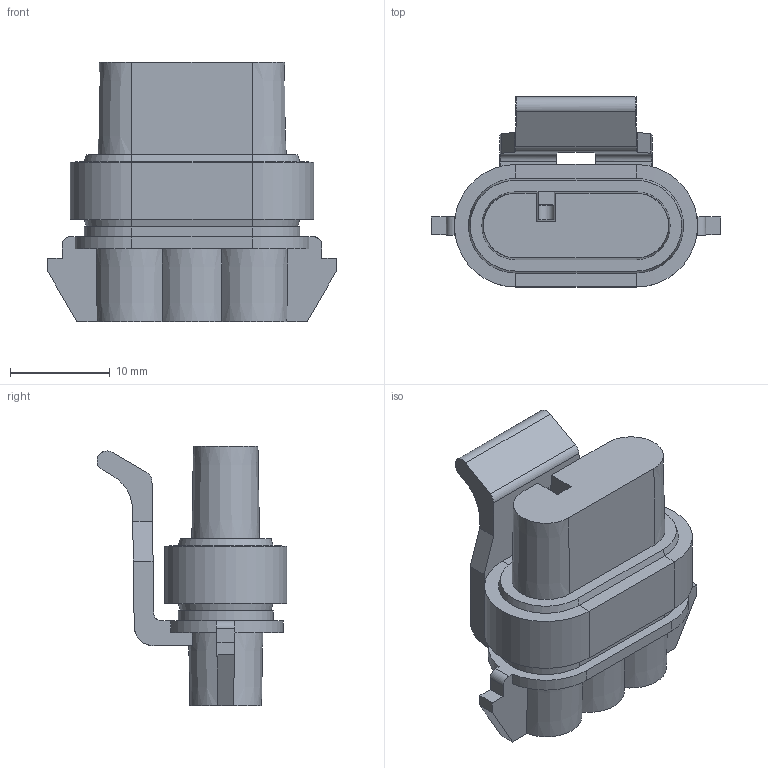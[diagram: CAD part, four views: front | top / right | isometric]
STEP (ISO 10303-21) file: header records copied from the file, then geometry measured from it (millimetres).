
FILE_DESCRIPTION(/* description */ (''),/* implementation_level */ '2;1');
FILE_NAME(/* name */ '12059595-ENV11_09-CONN.stp',/* time_stamp */ '2023-06-16T13:59:18+08:00',/* author */ (''),/* organization */ (''),/* preprocessor_version */ 'ST-DEVELOPER v16',/* originating_system */ 'SIEMENS PLM Software NX 11.0',/* authorisation */ '');
FILE_SCHEMA (('AUTOMOTIVE_DESIGN { 1 0 10303 214 3 1 1 1 }'));
Length unit declared in the file: millimetre
Products named in the file (1): 12059595-ENV11_09-CONN
Bounding box: 29 x 19.04 x 26 mm (x, y, z)
Volume: 4806.6 mm3; surface area: 2824 mm2
Topology: 1 solids, 1 shells, 94 faces, 255 edges, 164 vertices
Faces by surface type: plane 60, cylinder 18, cone 16
Entity records: 2987 total; most frequent: CARTESIAN_POINT 550, ORIENTED_EDGE 510, DIRECTION 505, EDGE_CURVE 255, LINE 171, VECTOR 171, AXIS2_PLACEMENT_3D 167, VERTEX_POINT 164
